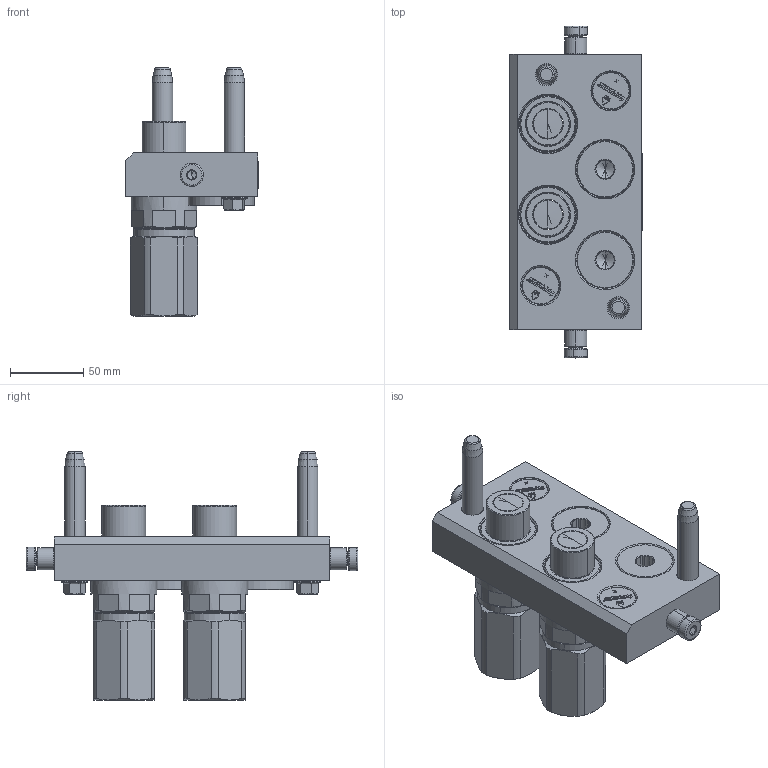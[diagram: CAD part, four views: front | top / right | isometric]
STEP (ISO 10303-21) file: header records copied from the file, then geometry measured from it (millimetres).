
FILE_DESCRIPTION (( 'STEP AP214' ), '1' );
FILE_NAME ('FASTER.step', '2022-01-11T08:09:19', ( '' ), ( '' ), 'SwSTEP 2.0', 'SolidWorks 2017', '' );
FILE_SCHEMA (( 'AUTOMOTIVE_DESIGN' ));
Length unit declared in the file: millimetre
Products named in the file (12): 4830_013_3000_030; TAPPO_12; 3ffnp34_gas_m; 4830_021_1000_000.prt; P6I_M_BASE; et002; TAPPO_34; 4830_028_1000_011.prt; 4850_010_8000_000.prt; FASTER; 1540_080_0008_000.prt
Assembly tree (18 placements, depth 3):
  FASTER
    P6I_M_BASE
      4850_010_8000_000.prt
      4830_021_1000_000.prt  x2
      4830_028_1000_011.prt  x2
      1540_080_0008_000.prt  x2
      4830_013_3000_030  x2
    3ffnp34_gas_m  x2
      3ffnp34_gas_m
    TAPPO_12  x2
    TAPPO_34  x2
    et002
Bounding box: 90.3 x 226.6 x 169.35 mm (x, y, z)
Volume: 111868.1 mm3; surface area: 164305 mm2
Topology: 7 solids, 42 shells, 2169 faces, 6185 edges, 4072 vertices
Faces by surface type: plane 1265, cylinder 434, cone 294, torus 128, bspline 48
Entity records: 57343 total; most frequent: CARTESIAN_POINT 13836, ORIENTED_EDGE 7477, DIRECTION 7129, EDGE_CURVE 3940, VECTOR 2681, LINE 2681, VERTEX_POINT 2597, AXIS2_PLACEMENT_3D 2224
